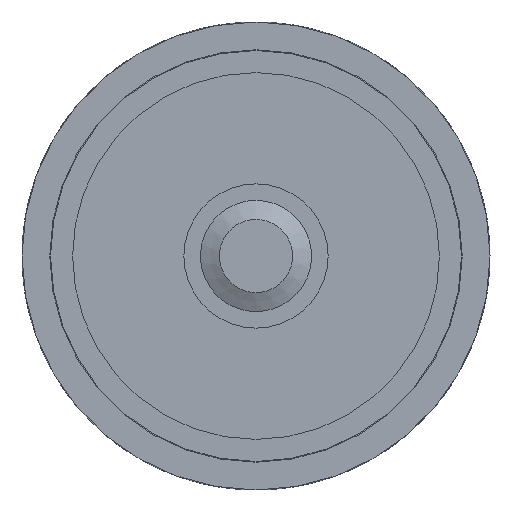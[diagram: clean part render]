
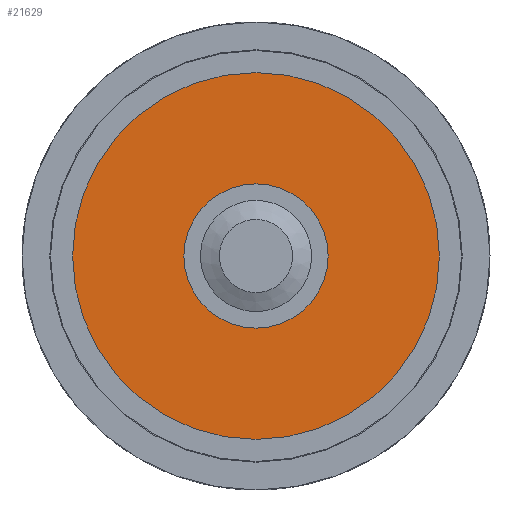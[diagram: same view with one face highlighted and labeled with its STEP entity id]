
A CAD part, front view. The second image highlights one B-rep face of the part: STEP entity #21629.
In plain terms, the highlighted face is planar.
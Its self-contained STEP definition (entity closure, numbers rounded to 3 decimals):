
#458 = ORIENTED_EDGE ( 'NONE', *, *, #511, .F. ) ;
#511 = EDGE_CURVE ( 'NONE', #4168, #4168, #17050, .T. ) ;
#2487 = DIRECTION ( 'NONE',  ( 0., 1., 0. ) ) ;
#4168 = VERTEX_POINT ( 'NONE', #7951 ) ;
#4219 = EDGE_LOOP ( 'NONE', ( #12100 ) ) ;
#4587 = CARTESIAN_POINT ( 'NONE',  ( 0., 0., -122. ) ) ;
#5928 = DIRECTION ( 'NONE',  ( 0., 0., -1. ) ) ;
#7258 = DIRECTION ( 'NONE',  ( 0., 0., -1. ) ) ;
#7951 = CARTESIAN_POINT ( 'NONE',  ( 0., 125.423, -122. ) ) ;
#9916 = AXIS2_PLACEMENT_3D ( 'NONE', #20509, #7258, #14744 ) ;
#12100 = ORIENTED_EDGE ( 'NONE', *, *, #17634, .F. ) ;
#12230 = VERTEX_POINT ( 'NONE', #17636 ) ;
#14744 = DIRECTION ( 'NONE',  ( 0., 1., 0. ) ) ;
#16250 = CIRCLE ( 'NONE', #19408, 49.3 ) ;
#16701 = FACE_BOUND ( 'NONE', #4219, .T. ) ;
#16977 = EDGE_LOOP ( 'NONE', ( #458 ) ) ;
#17023 = DIRECTION ( 'NONE',  ( 0., 0., 1. ) ) ;
#17050 = CIRCLE ( 'NONE', #20599, 125.423 ) ;
#17188 = PLANE ( 'NONE',  #9916 ) ;
#17634 = EDGE_CURVE ( 'NONE', #12230, #12230, #16250, .T. ) ;
#17636 = CARTESIAN_POINT ( 'NONE',  ( 0., 49.3, -122. ) ) ;
#19408 = AXIS2_PLACEMENT_3D ( 'NONE', #4587, #5928, #2487 ) ;
#20509 = CARTESIAN_POINT ( 'NONE',  ( 0., 0., -122. ) ) ;
#20599 = AXIS2_PLACEMENT_3D ( 'NONE', #22568, #17023, #22692 ) ;
#20750 = FACE_OUTER_BOUND ( 'NONE', #16977, .T. ) ;
#21629 = ADVANCED_FACE ( 'NONE', ( #16701, #20750 ), #17188, .T. ) ;
#22568 = CARTESIAN_POINT ( 'NONE',  ( 0., 0., -122. ) ) ;
#22692 = DIRECTION ( 'NONE',  ( 0., 1., 0. ) ) ;
